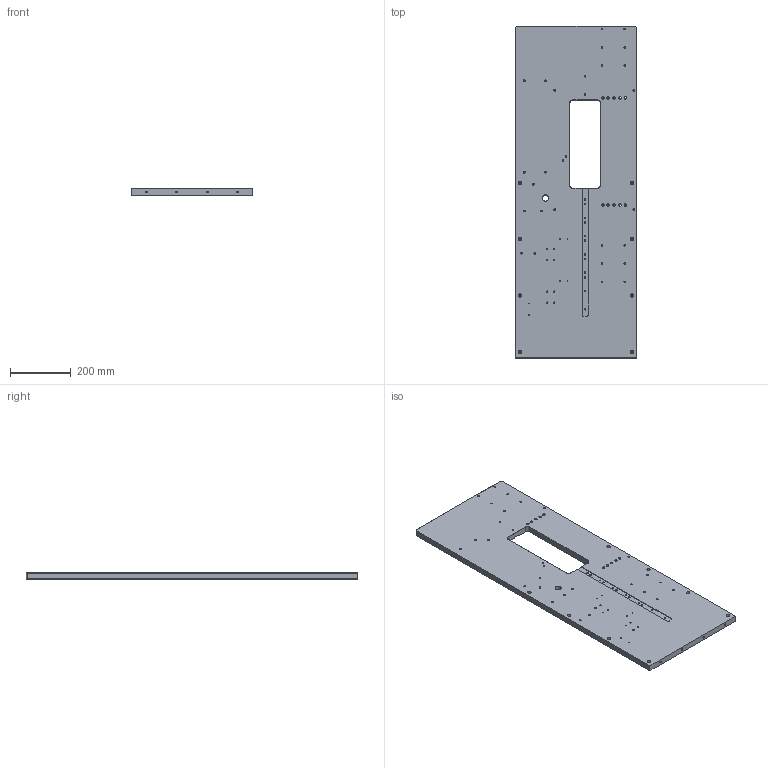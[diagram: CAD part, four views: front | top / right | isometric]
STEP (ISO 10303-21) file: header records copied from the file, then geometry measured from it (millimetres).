
FILE_DESCRIPTION((''),'2;1');
FILE_NAME('50-002019-00102','2020-01-09T15:18:20',('t.kolegar'),('Mechatronic Design & Solutions s.r.o.'),'CREO PARAMETRIC BY PTC INC, 2018020','CREO PARAMETRIC BY PTC INC, 2018020','');
FILE_SCHEMA(('CONFIG_CONTROL_DESIGN'));
Length unit declared in the file: millimetre
Products named in the file (1): 50-002019-00102
Bounding box: 400 x 1090 x 20 mm (x, y, z)
Volume: 8066606.8 mm3; surface area: 924365.4 mm2
Topology: 1 solids, 72 shells, 559 faces, 1552 edges, 1094 vertices
Faces by surface type: cylinder 338, cone 114, plane 107
Entity records: 17287 total; most frequent: DIRECTION 3364, CARTESIAN_POINT 2928, ORIENTED_EDGE 2442, EDGE_CURVE 1363, AXIS2_PLACEMENT_3D 1352, VERTEX_POINT 916, CIRCLE 792, EDGE_LOOP 739
